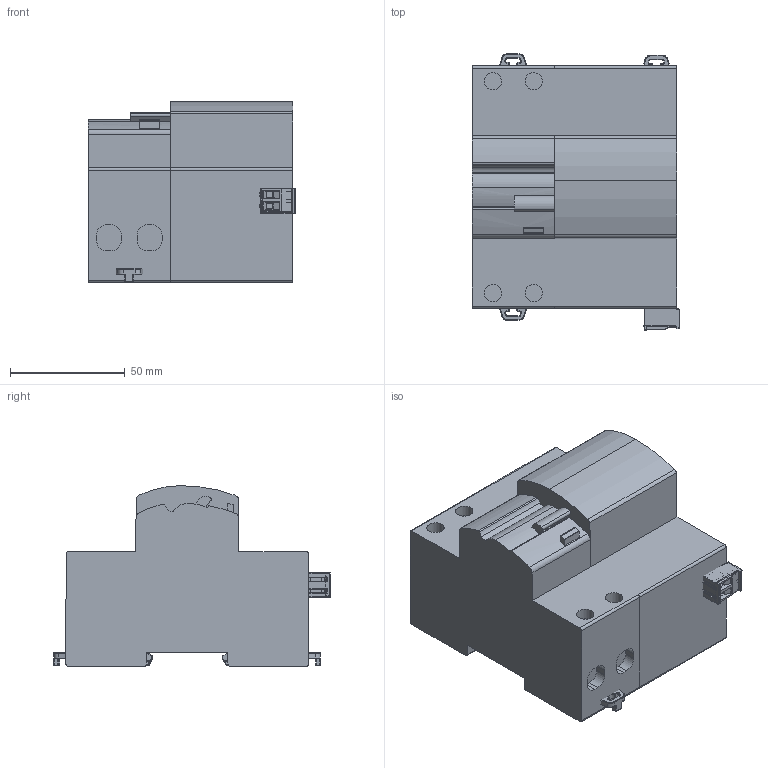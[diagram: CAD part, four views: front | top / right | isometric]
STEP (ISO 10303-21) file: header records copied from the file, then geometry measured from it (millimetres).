
FILE_DESCRIPTION(('CATIA V5 STEP Exchange','CAx-IF Rec.Pracs.--- Model Styling and Organization---1.4--- 2014-01-23'),'2;1');
FILE_NAME('ATR2 vuoto 230919.stp','2019-09-23T15:13:05+00:00',('none'),('none'),'CATIA Version 5-6 Release 2016 SP4','CATIA V5 STEP AP214','none');
FILE_SCHEMA(('AUTOMOTIVE_DESIGN { 1 0 10303 214 1 1 1 1 }'));
Products named in the file (17): ATR2 VUOTO; B; 8B; 10B; JOINEDSHELL_1-29194_1; JOINEDSHELL_1-30326_1; JOINEDSHELL_1-32620_1; JOINEDSHELL_1-36482_1; JOINEDSHELL_1-38975_1; JOINEDSHELL_1-40105_1; JOINEDSHELL_1-42459_1; JOINEDSHELL_1-42950_1; JOINEDSHELL_1-48626_1; JOINEDSHELL_1-49117_1; _MORSETTO_STELVIO_1; C; ATR2 cubo
Assembly tree (17 placements, depth 4):
  ATR2 VUOTO
    B
      8B
      10B
        JOINEDSHELL_1-29194_1
        JOINEDSHELL_1-30326_1
        JOINEDSHELL_1-32620_1
        JOINEDSHELL_1-36482_1
        JOINEDSHELL_1-38975_1
        JOINEDSHELL_1-40105_1
        JOINEDSHELL_1-42459_1
        JOINEDSHELL_1-42950_1
        JOINEDSHELL_1-48626_1
        JOINEDSHELL_1-49117_1
        _MORSETTO_STELVIO_1
    C  x2
    ATR2 cubo
Bounding box: 90.42 x 120.53 x 78.8 mm (x, y, z)
Volume: 551250 mm3; surface area: 57937.8 mm2
Topology: 15 solids, 16 shells, 1854 faces, 5090 edges, 3170 vertices
Faces by surface type: plane 864, cylinder 661, cone 148, sphere 90, torus 81, bspline 6, extrusion 4
Entity records: 53445 total; most frequent: CARTESIAN_POINT 13488, ORIENTED_EDGE 8864, DIRECTION 7077, EDGE_CURVE 4432, VECTOR 2847, LINE 2843, VERTEX_POINT 2831, AXIS2_PLACEMENT_3D 2597
